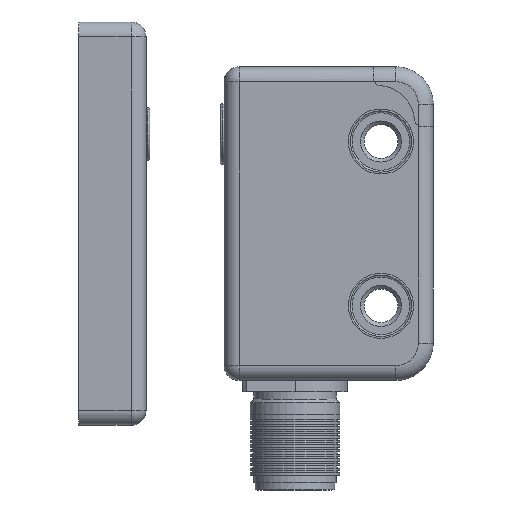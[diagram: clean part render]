
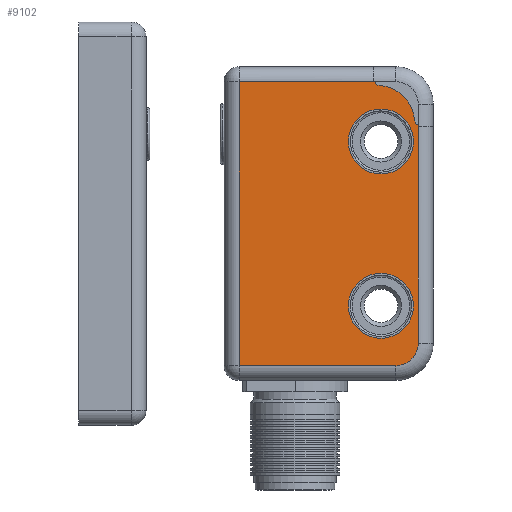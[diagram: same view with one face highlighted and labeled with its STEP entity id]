
A CAD part, left-side view. The second image highlights one B-rep face of the part: STEP entity #9102.
In plain terms, the highlighted planar face has unit normal (-1, 0, 0).
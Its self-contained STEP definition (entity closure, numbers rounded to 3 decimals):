
#114=FACE_BOUND('',#1229,.T.);
#115=FACE_BOUND('',#1230,.T.);
#211=PLANE('',#9939);
#598=FACE_OUTER_BOUND('',#1228,.T.);
#1228=EDGE_LOOP('',(#6361,#6362,#6363,#6364,#6365,#6366,#6367,#6368));
#1229=EDGE_LOOP('',(#6369));
#1230=EDGE_LOOP('',(#6370));
#1974=LINE('',#14854,#2622);
#1975=LINE('',#14859,#2623);
#1976=LINE('',#14861,#2624);
#1977=LINE('',#14862,#2625);
#2622=VECTOR('',#11528,1000.);
#2623=VECTOR('',#11533,1000.);
#2624=VECTOR('',#11534,1000.);
#2625=VECTOR('',#11535,1000.);
#3201=CIRCLE('',#9791,4.35);
#3203=CIRCLE('',#9794,4.35);
#3293=CIRCLE('',#9925,1.);
#3302=CIRCLE('',#9940,3.);
#3303=CIRCLE('',#9941,1.);
#3304=CIRCLE('',#9942,5.);
#3887=VERTEX_POINT('',#14442);
#3889=VERTEX_POINT('',#14448);
#4004=VERTEX_POINT('',#14792);
#4005=VERTEX_POINT('',#14803);
#4019=VERTEX_POINT('',#14850);
#4020=VERTEX_POINT('',#14851);
#4021=VERTEX_POINT('',#14853);
#4022=VERTEX_POINT('',#14855);
#4023=VERTEX_POINT('',#14858);
#4024=VERTEX_POINT('',#14860);
#4733=EDGE_CURVE('',#3887,#3887,#3201,.T.);
#4736=EDGE_CURVE('',#3889,#3889,#3203,.T.);
#4890=EDGE_CURVE('',#4005,#4004,#3293,.T.);
#4911=EDGE_CURVE('',#4019,#4020,#3302,.T.);
#4912=EDGE_CURVE('',#4019,#4021,#1974,.T.);
#4913=EDGE_CURVE('',#4021,#4022,#3303,.T.);
#4914=EDGE_CURVE('',#4022,#4005,#3304,.T.);
#4915=EDGE_CURVE('',#4004,#4023,#1975,.T.);
#4916=EDGE_CURVE('',#4024,#4023,#1976,.T.);
#4917=EDGE_CURVE('',#4024,#4020,#1977,.T.);
#6361=ORIENTED_EDGE('',*,*,#4911,.F.);
#6362=ORIENTED_EDGE('',*,*,#4912,.T.);
#6363=ORIENTED_EDGE('',*,*,#4913,.T.);
#6364=ORIENTED_EDGE('',*,*,#4914,.T.);
#6365=ORIENTED_EDGE('',*,*,#4890,.T.);
#6366=ORIENTED_EDGE('',*,*,#4915,.T.);
#6367=ORIENTED_EDGE('',*,*,#4916,.F.);
#6368=ORIENTED_EDGE('',*,*,#4917,.T.);
#6369=ORIENTED_EDGE('',*,*,#4733,.F.);
#6370=ORIENTED_EDGE('',*,*,#4736,.F.);
#9102=ADVANCED_FACE('',(#598,#114,#115),#211,.F.);
#9791=AXIS2_PLACEMENT_3D('',#14444,#11157,#11158);
#9794=AXIS2_PLACEMENT_3D('',#14450,#11164,#11165);
#9925=AXIS2_PLACEMENT_3D('',#14804,#11485,#11486);
#9939=AXIS2_PLACEMENT_3D('',#14849,#11524,#11525);
#9940=AXIS2_PLACEMENT_3D('',#14852,#11526,#11527);
#9941=AXIS2_PLACEMENT_3D('',#14856,#11529,#11530);
#9942=AXIS2_PLACEMENT_3D('',#14857,#11531,#11532);
#11157=DIRECTION('center_axis',(-1.,0.,0.));
#11158=DIRECTION('ref_axis',(0.,0.,1.));
#11164=DIRECTION('center_axis',(-1.,0.,0.));
#11165=DIRECTION('ref_axis',(0.,0.,1.));
#11485=DIRECTION('center_axis',(1.,0.,0.));
#11486=DIRECTION('ref_axis',(0.,0.,
-1.));
#11524=DIRECTION('center_axis',(1.,0.,0.));
#11525=DIRECTION('ref_axis',(0.,0.,
-1.));
#11526=DIRECTION('center_axis',(1.,0.,0.));
#11527=DIRECTION('ref_axis',(0.,0.,
-1.));
#11528=DIRECTION('',(0.,0.,1.));
#11529=DIRECTION('center_axis',(1.,0.,0.));
#11530=DIRECTION('ref_axis',(0.,0.,
-1.));
#11531=DIRECTION('center_axis',(-1.,0.,0.));
#11532=DIRECTION('ref_axis',(0.,0.,
-1.));
#11533=DIRECTION('',(0.,1.,0.));
#11534=DIRECTION('',(0.,0.,1.));
#11535=DIRECTION('',(0.,-1.,0.));
#14442=CARTESIAN_POINT('',(-9.,-11.5,42.55));
#14444=CARTESIAN_POINT('Origin',(-9.,-11.5,46.9));
#14448=CARTESIAN_POINT('',(-9.,-11.5,20.55));
#14450=CARTESIAN_POINT('Origin',(-9.,-11.5,24.9));
#14792=CARTESIAN_POINT('',(-9.,-10.622,54.9));
#14803=CARTESIAN_POINT('',(-9.,-11.417,54.383));
#14804=CARTESIAN_POINT('Origin',(-9.,-11.5,55.379));
#14849=CARTESIAN_POINT('Origin',(-9.,11.5,56.9));
#14850=CARTESIAN_POINT('',(-9.,-16.5,19.9));
#14851=CARTESIAN_POINT('',(-9.,-13.5,16.9));
#14852=CARTESIAN_POINT('Origin',(-9.,-13.5,19.9));
#14853=CARTESIAN_POINT('',(-9.,-16.5,49.022));
#14854=CARTESIAN_POINT('',(-9.,-16.5,56.9));
#14855=CARTESIAN_POINT('',(-9.,-15.983,49.817));
#14856=CARTESIAN_POINT('Origin',(-9.,-16.979,49.9));
#14857=CARTESIAN_POINT('Origin',(-9.,-11.,49.4));
#14858=CARTESIAN_POINT('',(-9.,7.5,54.9));
#14859=CARTESIAN_POINT('',(-9.,11.5,54.9));
#14860=CARTESIAN_POINT('',(-9.,7.5,16.9));
#14861=CARTESIAN_POINT('',(-9.,7.5,56.9));
#14862=CARTESIAN_POINT('',(-9.,11.5,16.9));
